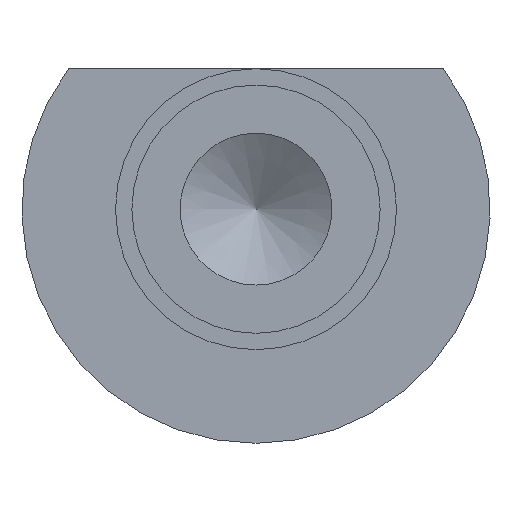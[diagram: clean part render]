
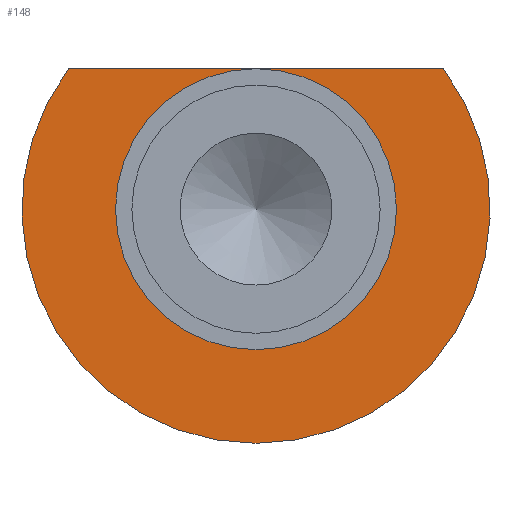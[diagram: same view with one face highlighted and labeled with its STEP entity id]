
A CAD part, front view. The second image highlights one B-rep face of the part: STEP entity #148.
In plain terms, the highlighted planar face has unit normal (0, -1, 0).
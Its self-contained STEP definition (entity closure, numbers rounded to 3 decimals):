
#27=CIRCLE('',#186,3.);
#28=CIRCLE('',#187,3.);
#29=CIRCLE('',#189,5.);
#37=FACE_OUTER_BOUND('',#48,.T.);
#48=EDGE_LOOP('',(#122,#123,#124,#125,#126));
#55=LINE('',#251,#64);
#56=LINE('',#253,#65);
#64=VECTOR('',#200,10.);
#65=VECTOR('',#201,10.);
#73=VERTEX_POINT('',#248);
#74=VERTEX_POINT('',#250);
#75=VERTEX_POINT('',#252);
#81=VERTEX_POINT('',#272);
#85=EDGE_CURVE('',#74,#73,#55,.T.);
#86=EDGE_CURVE('',#75,#74,#56,.T.);
#95=EDGE_CURVE('',#74,#81,#27,.T.);
#96=EDGE_CURVE('',#81,#74,#28,.T.);
#98=EDGE_CURVE('',#75,#73,#29,.T.);
#122=ORIENTED_EDGE('',*,*,#85,.T.);
#123=ORIENTED_EDGE('',*,*,#98,.F.);
#124=ORIENTED_EDGE('',*,*,#86,.T.);
#125=ORIENTED_EDGE('',*,*,#95,.T.);
#126=ORIENTED_EDGE('',*,*,#96,.T.);
#140=PLANE('',#188);
#148=ADVANCED_FACE('',(#37),#140,.T.);
#186=AXIS2_PLACEMENT_3D('',#273,#225,#226);
#187=AXIS2_PLACEMENT_3D('',#274,#227,#228);
#188=AXIS2_PLACEMENT_3D('',#276,#230,#231);
#189=AXIS2_PLACEMENT_3D('',#277,#232,#233);
#200=DIRECTION('',(-1.,0.,0.));
#201=DIRECTION('',(-1.,0.,0.));
#225=DIRECTION('center_axis',(0.,1.,0.));
#226=DIRECTION('ref_axis',(1.,0.,0.));
#227=DIRECTION('center_axis',(0.,1.,0.));
#228=DIRECTION('ref_axis',(1.,0.,0.));
#230=DIRECTION('center_axis',(0.,-1.,0.));
#231=DIRECTION('ref_axis',(0.,0.,-1.));
#232=DIRECTION('center_axis',(0.,1.,0.));
#233=DIRECTION('ref_axis',(1.,0.,0.));
#248=CARTESIAN_POINT('',(-4.,27.,3.));
#250=CARTESIAN_POINT('',(0.,27.,3.));
#251=CARTESIAN_POINT('',(-0.5,27.,3.));
#252=CARTESIAN_POINT('',(4.,27.,3.));
#253=CARTESIAN_POINT('',(-0.5,27.,3.));
#272=CARTESIAN_POINT('',(3.,27.,0.));
#273=CARTESIAN_POINT('Origin',(0.,27.,0.));
#274=CARTESIAN_POINT('Origin',(0.,27.,0.));
#276=CARTESIAN_POINT('Origin',(-5.,27.,0.));
#277=CARTESIAN_POINT('Origin',(0.,27.,0.));
